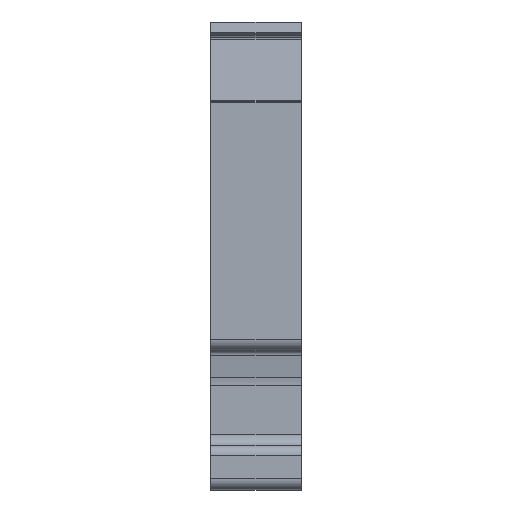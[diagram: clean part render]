
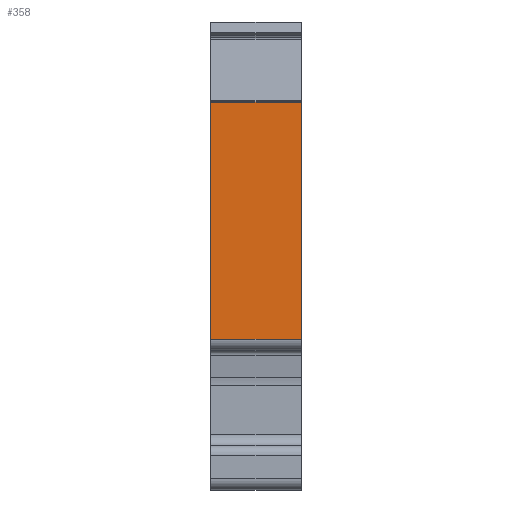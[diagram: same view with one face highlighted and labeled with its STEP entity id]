
A CAD part, left-side view. The second image highlights one B-rep face of the part: STEP entity #358.
In plain terms, the highlighted planar face has unit normal (-1, 0, 0).
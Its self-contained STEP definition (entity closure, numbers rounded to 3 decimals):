
#358 = ADVANCED_FACE( 'NONE', ( #762 ), #763, .F. );
#762 = FACE_OUTER_BOUND( '', #1211, .T. );
#763 = PLANE( '', #1212 );
#1211 = EDGE_LOOP( '', ( #2241, #2242, #2243, #2244 ) );
#1212 = AXIS2_PLACEMENT_3D( '', #2245, #2246, #2247 );
#2241 = ORIENTED_EDGE( '', *, *, #2922, .F. );
#2242 = ORIENTED_EDGE( '', *, *, #3217, .T. );
#2243 = ORIENTED_EDGE( '', *, *, #3002, .F. );
#2244 = ORIENTED_EDGE( '', *, *, #3073, .F. );
#2245 = CARTESIAN_POINT( '', ( -28.9, 8.15, -7.5 ) );
#2246 = DIRECTION( '', ( 1., 0., 0. ) );
#2247 = DIRECTION( '', ( 0., 1., 0. ) );
#2922 = EDGE_CURVE( 'NONE', #3593, #3595, #3596, .T. );
#3002 = EDGE_CURVE( 'NONE', #3726, #3721, #3728, .T. );
#3073 = EDGE_CURVE( 'NONE', #3595, #3726, #3837, .T. );
#3217 = EDGE_CURVE( 'NONE', #3593, #3721, #4028, .T. );
#3593 = VERTEX_POINT( 'NONE', #4526 );
#3595 = VERTEX_POINT( 'NONE', #4529 );
#3596 = LINE( '', #4530, #4531 );
#3721 = VERTEX_POINT( 'NONE', #4706 );
#3726 = VERTEX_POINT( 'NONE', #4712 );
#3728 = LINE( '', #4714, #4715 );
#3837 = LINE( '', #4866, #4867 );
#4028 = LINE( '', #5141, #5142 );
#4526 = CARTESIAN_POINT( '', ( -28.9, 8.15, 13.863 ) );
#4529 = CARTESIAN_POINT( '', ( -28.9, 0., 13.863 ) );
#4530 = CARTESIAN_POINT( '', ( -28.9, 8.15, 13.863 ) );
#4531 = VECTOR( '', #5463, 1000. );
#4706 = CARTESIAN_POINT( '', ( -28.9, 8.15, -7.5 ) );
#4712 = CARTESIAN_POINT( '', ( -28.9, 0., -7.5 ) );
#4714 = CARTESIAN_POINT( '', ( -28.9, 8.15, -7.5 ) );
#4715 = VECTOR( '', #5551, 1000. );
#4866 = CARTESIAN_POINT( '', ( -28.9, 0., 20.037 ) );
#4867 = VECTOR( '', #5627, 1000. );
#5141 = CARTESIAN_POINT( '', ( -28.9, 8.15, -7.5 ) );
#5142 = VECTOR( '', #5786, 1000. );
#5463 = DIRECTION( '', ( 0., -1., 0. ) );
#5551 = DIRECTION( '', ( 0., 1., 0. ) );
#5627 = DIRECTION( '', ( 0., 0., -1. ) );
#5786 = DIRECTION( '', ( 0., 0., -1. ) );
